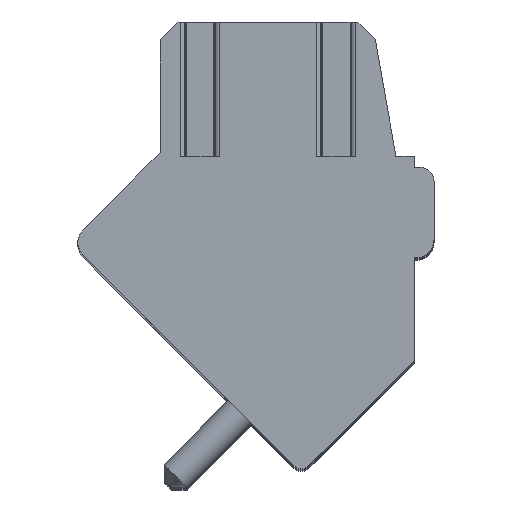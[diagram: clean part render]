
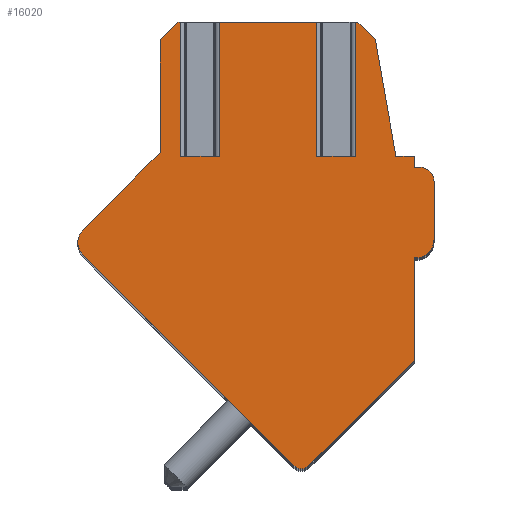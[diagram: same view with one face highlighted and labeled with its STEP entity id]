
A CAD part, top view. The second image highlights one B-rep face of the part: STEP entity #16020.
In plain terms, the highlighted planar face has unit normal (0, 0, 1).
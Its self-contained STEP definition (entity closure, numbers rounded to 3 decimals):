
#2256=DIRECTION('',(0.707,-0.707,0.));
#2257=VECTOR('',#2256,8.2);
#2258=CARTESIAN_POINT('',(-4.761,0.072,1.75));
#2259=LINE('',#2258,#2257);
#2599=DIRECTION('',(1.,0.,0.));
#2600=VECTOR('',#2599,1.07);
#2601=CARTESIAN_POINT('',(1.673,2.8,1.75));
#2602=LINE('',#2601,#2600);
#2603=DIRECTION('',(0.,1.,0.));
#2604=VECTOR('',#2603,3.7);
#2605=CARTESIAN_POINT('',(2.743,2.8,1.75));
#2606=LINE('',#2605,#2604);
#2607=DIRECTION('',(-1.,0.,0.));
#2608=VECTOR('',#2607,0.068);
#2609=CARTESIAN_POINT('',(2.811,6.5,1.75));
#2610=LINE('',#2609,#2608);
#2611=DIRECTION('',(-0.707,0.707,0.));
#2612=VECTOR('',#2611,0.677);
#2613=CARTESIAN_POINT('',(3.29,6.021,1.75));
#2614=LINE('',#2613,#2612);
#2615=DIRECTION('',(-0.174,0.985,0.));
#2616=VECTOR('',#2615,3.271);
#2617=CARTESIAN_POINT('',(3.858,2.8,1.75));
#2618=LINE('',#2617,#2616);
#2619=DIRECTION('',(-1.,0.,0.));
#2620=VECTOR('',#2619,0.5);
#2621=CARTESIAN_POINT('',(4.358,2.8,1.75));
#2622=LINE('',#2621,#2620);
#2623=DIRECTION('',(0.,1.,0.));
#2624=VECTOR('',#2623,0.3);
#2625=CARTESIAN_POINT('',(4.358,2.5,1.75));
#2626=LINE('',#2625,#2624);
#2627=DIRECTION('',(-1.,0.,0.));
#2628=VECTOR('',#2627,0.15);
#2629=CARTESIAN_POINT('',(4.508,2.5,1.75));
#2630=LINE('',#2629,#2628);
#2631=CARTESIAN_POINT('',(4.508,2.1,1.75));
#2632=DIRECTION('',(0.,0.,1.));
#2633=DIRECTION('',(1.,0.,0.));
#2634=AXIS2_PLACEMENT_3D('',#2631,#2632,#2633);
#2636=DIRECTION('',(0.,1.,0.));
#2637=VECTOR('',#2636,1.6);
#2638=CARTESIAN_POINT('',(4.908,0.5,1.75));
#2639=LINE('',#2638,#2637);
#2640=CARTESIAN_POINT('',(4.408,0.5,1.75));
#2641=DIRECTION('',(0.,0.,1.));
#2642=DIRECTION('',(0.,-1.,0.));
#2643=AXIS2_PLACEMENT_3D('',#2640,#2641,#2642);
#2645=DIRECTION('',(1.,0.,0.));
#2646=VECTOR('',#2645,0.05);
#2647=CARTESIAN_POINT('',(4.358,0.,1.75));
#2648=LINE('',#2647,#2646);
#2649=DIRECTION('',(0.,1.,0.));
#2650=VECTOR('',#2649,2.83);
#2651=CARTESIAN_POINT('',(4.358,-2.83,1.75));
#2652=LINE('',#2651,#2650);
#2653=DIRECTION('',(0.707,0.707,0.));
#2654=VECTOR('',#2653,4.096);
#2655=CARTESIAN_POINT('',(1.461,-5.727,1.75));
#2656=LINE('',#2655,#2654);
#2657=CARTESIAN_POINT('',(1.249,-5.515,1.75));
#2658=DIRECTION('',(0.,0.,1.));
#2659=DIRECTION('',(-0.707,-0.707,0.));
#2660=AXIS2_PLACEMENT_3D('',#2657,#2658,#2659);
#2662=CARTESIAN_POINT('',(-4.408,0.425,1.75));
#2663=DIRECTION('',(0.,0.,1.));
#2664=DIRECTION('',(-0.707,0.707,0.));
#2665=AXIS2_PLACEMENT_3D('',#2662,#2663,#2664);
#2667=DIRECTION('',(-0.707,-0.707,0.));
#2668=VECTOR('',#2667,2.997);
#2669=CARTESIAN_POINT('',(-2.642,2.898,1.75));
#2670=LINE('',#2669,#2668);
#2671=DIRECTION('',(0.,-1.,0.));
#2672=VECTOR('',#2671,3.111);
#2673=CARTESIAN_POINT('',(-2.642,6.009,1.75));
#2674=LINE('',#2673,#2672);
#2675=DIRECTION('',(-0.707,-0.707,0.));
#2676=VECTOR('',#2675,0.694);
#2677=CARTESIAN_POINT('',(-2.151,6.5,1.75));
#2678=LINE('',#2677,#2676);
#2679=DIRECTION('',(-1.,0.,0.));
#2680=VECTOR('',#2679,0.074);
#2681=CARTESIAN_POINT('',(-2.077,6.5,1.75));
#2682=LINE('',#2681,#2680);
#2683=DIRECTION('',(0.,1.,0.));
#2684=VECTOR('',#2683,3.7);
#2685=CARTESIAN_POINT('',(-2.077,2.8,1.75));
#2686=LINE('',#2685,#2684);
#2687=DIRECTION('',(1.,0.,0.));
#2688=VECTOR('',#2687,1.07);
#2689=CARTESIAN_POINT('',(-2.077,2.8,1.75));
#2690=LINE('',#2689,#2688);
#2691=DIRECTION('',(0.,1.,0.));
#2692=VECTOR('',#2691,3.7);
#2693=CARTESIAN_POINT('',(-1.007,2.8,1.75));
#2694=LINE('',#2693,#2692);
#2695=DIRECTION('',(-1.,0.,0.));
#2696=VECTOR('',#2695,2.68);
#2697=CARTESIAN_POINT('',(1.673,6.5,1.75));
#2698=LINE('',#2697,#2696);
#2699=DIRECTION('',(0.,1.,0.));
#2700=VECTOR('',#2699,3.7);
#2701=CARTESIAN_POINT('',(1.673,2.8,1.75));
#2702=LINE('',#2701,#2700);
#10178=CARTESIAN_POINT('',(1.673,2.8,1.75));
#10179=CARTESIAN_POINT('',(2.743,2.8,1.75));
#10180=VERTEX_POINT('',#10178);
#10181=VERTEX_POINT('',#10179);
#10182=CARTESIAN_POINT('',(2.743,6.5,1.75));
#10183=VERTEX_POINT('',#10182);
#10184=CARTESIAN_POINT('',(1.673,6.5,1.75));
#10185=VERTEX_POINT('',#10184);
#10198=CARTESIAN_POINT('',(-2.077,2.8,1.75));
#10199=CARTESIAN_POINT('',(-1.007,2.8,1.75));
#10200=VERTEX_POINT('',#10198);
#10201=VERTEX_POINT('',#10199);
#10202=CARTESIAN_POINT('',(-1.007,6.5,1.75));
#10203=VERTEX_POINT('',#10202);
#10204=CARTESIAN_POINT('',(-2.077,6.5,1.75));
#10205=VERTEX_POINT('',#10204);
#10296=CARTESIAN_POINT('',(1.037,-5.727,1.75));
#10297=CARTESIAN_POINT('',(1.461,-5.727,1.75));
#10298=VERTEX_POINT('',#10296);
#10299=VERTEX_POINT('',#10297);
#10300=CARTESIAN_POINT('',(4.358,-2.83,1.75));
#10301=VERTEX_POINT('',#10300);
#10302=CARTESIAN_POINT('',(4.358,0.,1.75));
#10303=VERTEX_POINT('',#10302);
#10304=CARTESIAN_POINT('',(4.408,0.,1.75));
#10305=VERTEX_POINT('',#10304);
#10306=CARTESIAN_POINT('',(4.908,0.5,1.75));
#10307=VERTEX_POINT('',#10306);
#10308=CARTESIAN_POINT('',(4.908,2.1,1.75));
#10309=VERTEX_POINT('',#10308);
#10310=CARTESIAN_POINT('',(4.508,2.5,1.75));
#10311=VERTEX_POINT('',#10310);
#10312=CARTESIAN_POINT('',(4.358,2.5,1.75));
#10313=VERTEX_POINT('',#10312);
#10314=CARTESIAN_POINT('',(4.358,2.8,1.75));
#10315=VERTEX_POINT('',#10314);
#10316=CARTESIAN_POINT('',(3.858,2.8,1.75));
#10317=VERTEX_POINT('',#10316);
#10318=CARTESIAN_POINT('',(3.29,6.021,1.75));
#10319=VERTEX_POINT('',#10318);
#10320=CARTESIAN_POINT('',(2.811,6.5,1.75));
#10321=VERTEX_POINT('',#10320);
#10322=CARTESIAN_POINT('',(-2.151,6.5,1.75));
#10323=CARTESIAN_POINT('',(-2.642,6.009,1.75));
#10324=VERTEX_POINT('',#10322);
#10325=VERTEX_POINT('',#10323);
#10326=CARTESIAN_POINT('',(-4.761,0.779,1.75));
#10327=CARTESIAN_POINT('',(-4.761,0.072,1.75));
#10328=VERTEX_POINT('',#10326);
#10329=VERTEX_POINT('',#10327);
#10334=CARTESIAN_POINT('',(-2.642,2.898,1.75));
#10336=VERTEX_POINT('',#10334);
#15977=CARTESIAN_POINT('',(0.,0.,1.75));
#15978=DIRECTION('',(0.,0.,1.));
#15979=DIRECTION('',(1.,0.,0.));
#15980=AXIS2_PLACEMENT_3D('',#15977,#15978,#15979);
#15981=PLANE('',#15980);
#15983=ORIENTED_EDGE('',*,*,#15982,.T.);
#15985=ORIENTED_EDGE('',*,*,#15984,.T.);
#15986=ORIENTED_EDGE('',*,*,#13119,.F.);
#15987=ORIENTED_EDGE('',*,*,#13353,.F.);
#15988=ORIENTED_EDGE('',*,*,#13367,.F.);
#15989=ORIENTED_EDGE('',*,*,#13381,.F.);
#15990=ORIENTED_EDGE('',*,*,#13490,.F.);
#15991=ORIENTED_EDGE('',*,*,#13506,.F.);
#15992=ORIENTED_EDGE('',*,*,#14103,.F.);
#15993=ORIENTED_EDGE('',*,*,#14295,.F.);
#15994=ORIENTED_EDGE('',*,*,#14487,.F.);
#15995=ORIENTED_EDGE('',*,*,#14679,.F.);
#15996=ORIENTED_EDGE('',*,*,#14878,.F.);
#15997=ORIENTED_EDGE('',*,*,#15510,.F.);
#15998=ORIENTED_EDGE('',*,*,#15696,.F.);
#15999=ORIENTED_EDGE('',*,*,#15561,.F.);
#16001=ORIENTED_EDGE('',*,*,#16000,.F.);
#16003=ORIENTED_EDGE('',*,*,#16002,.F.);
#16005=ORIENTED_EDGE('',*,*,#16004,.F.);
#16007=ORIENTED_EDGE('',*,*,#16006,.F.);
#16008=ORIENTED_EDGE('',*,*,#13151,.F.);
#16010=ORIENTED_EDGE('',*,*,#16009,.F.);
#16012=ORIENTED_EDGE('',*,*,#16011,.T.);
#16014=ORIENTED_EDGE('',*,*,#16013,.T.);
#16015=ORIENTED_EDGE('',*,*,#13135,.F.);
#16017=ORIENTED_EDGE('',*,*,#16016,.F.);
#16018=EDGE_LOOP('',(#15983,#15985,#15986,#15987,#15988,#15989,#15990,#15991,
#15992,#15993,#15994,#15995,#15996,#15997,#15998,#15999,#16001,#16003,#16005,
#16007,#16008,#16010,#16012,#16014,#16015,#16017));
#16019=FACE_OUTER_BOUND('',#16018,.F.);
#2635=CIRCLE('',#2634,0.4);
#2644=CIRCLE('',#2643,0.5);
#2661=CIRCLE('',#2660,0.3);
#2666=CIRCLE('',#2665,0.5);
#13119=EDGE_CURVE('',#10321,#10183,#2610,.T.);
#13135=EDGE_CURVE('',#10185,#10203,#2698,.T.);
#13151=EDGE_CURVE('',#10205,#10324,#2682,.T.);
#13353=EDGE_CURVE('',#10319,#10321,#2614,.T.);
#13367=EDGE_CURVE('',#10317,#10319,#2618,.T.);
#13381=EDGE_CURVE('',#10315,#10317,#2622,.T.);
#13490=EDGE_CURVE('',#10313,#10315,#2626,.T.);
#13506=EDGE_CURVE('',#10311,#10313,#2630,.T.);
#14103=EDGE_CURVE('',#10309,#10311,#2635,.T.);
#14295=EDGE_CURVE('',#10307,#10309,#2639,.T.);
#14487=EDGE_CURVE('',#10305,#10307,#2644,.T.);
#14679=EDGE_CURVE('',#10303,#10305,#2648,.T.);
#14878=EDGE_CURVE('',#10301,#10303,#2652,.T.);
#15510=EDGE_CURVE('',#10299,#10301,#2656,.T.);
#15561=EDGE_CURVE('',#10329,#10298,#2259,.T.);
#15696=EDGE_CURVE('',#10298,#10299,#2661,.T.);
#15982=EDGE_CURVE('',#10180,#10181,#2602,.T.);
#15984=EDGE_CURVE('',#10181,#10183,#2606,.T.);
#16000=EDGE_CURVE('',#10328,#10329,#2666,.T.);
#16002=EDGE_CURVE('',#10336,#10328,#2670,.T.);
#16004=EDGE_CURVE('',#10325,#10336,#2674,.T.);
#16006=EDGE_CURVE('',#10324,#10325,#2678,.T.);
#16009=EDGE_CURVE('',#10200,#10205,#2686,.T.);
#16011=EDGE_CURVE('',#10200,#10201,#2690,.T.);
#16013=EDGE_CURVE('',#10201,#10203,#2694,.T.);
#16016=EDGE_CURVE('',#10180,#10185,#2702,.T.);
#16020=ADVANCED_FACE('',(#16019),#15981,.T.);
